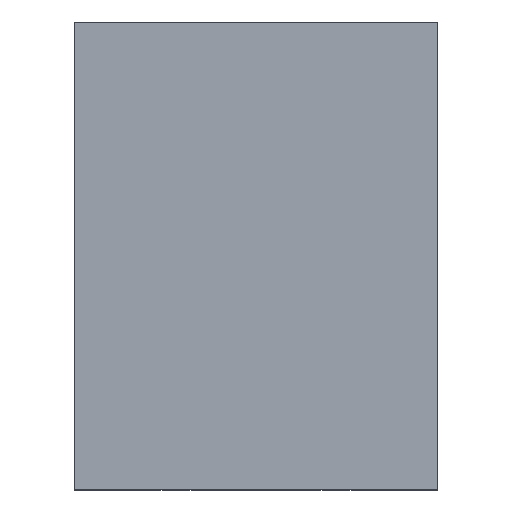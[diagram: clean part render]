
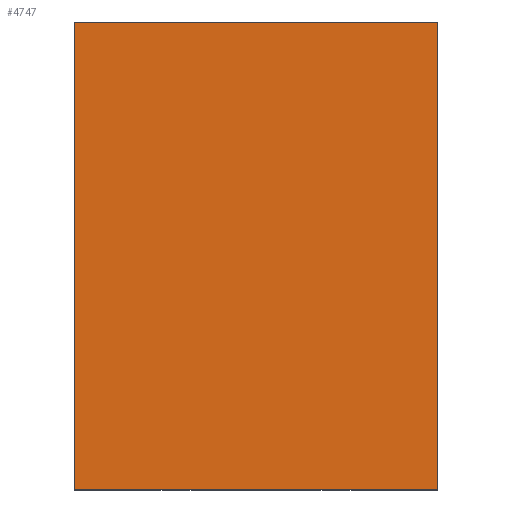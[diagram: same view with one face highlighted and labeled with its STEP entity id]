
A CAD part, top view. The second image highlights one B-rep face of the part: STEP entity #4747.
In plain terms, the highlighted face is planar.
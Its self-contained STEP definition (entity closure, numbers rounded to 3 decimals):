
#1380=DIRECTION('',(0.,0.,1.));
#1381=VECTOR('',#1380,4.5);
#1382=CARTESIAN_POINT('',(-1.75,0.975,-2.25));
#1383=LINE('',#1382,#1381);
#1387=DIRECTION('',(-1.,0.,0.));
#1388=VECTOR('',#1387,3.5);
#1389=CARTESIAN_POINT('',(1.75,0.975,-2.25));
#1390=LINE('',#1389,#1388);
#1394=DIRECTION('',(0.,0.,-1.));
#1395=VECTOR('',#1394,4.5);
#1396=CARTESIAN_POINT('',(1.75,0.975,2.25));
#1397=LINE('',#1396,#1395);
#1401=DIRECTION('',(1.,0.,0.));
#1402=VECTOR('',#1401,3.5);
#1403=CARTESIAN_POINT('',(-1.75,0.975,2.25));
#1404=LINE('',#1403,#1402);
#2947=CARTESIAN_POINT('',(-1.75,0.975,-2.25));
#2948=CARTESIAN_POINT('',(-1.75,0.975,2.25));
#2949=VERTEX_POINT('',#2947);
#2950=VERTEX_POINT('',#2948);
#2951=CARTESIAN_POINT('',(1.75,0.975,2.25));
#2952=VERTEX_POINT('',#2951);
#2953=CARTESIAN_POINT('',(1.75,0.975,-2.25));
#2954=VERTEX_POINT('',#2953);
#4736=CARTESIAN_POINT('',(0.,0.975,0.));
#4737=DIRECTION('',(0.,1.,0.));
#4738=DIRECTION('',(1.,0.,0.));
#4739=AXIS2_PLACEMENT_3D('',#4736,#4737,#4738);
#4740=PLANE('',#4739);
#4741=ORIENTED_EDGE('',*,*,#4549,.F.);
#4742=ORIENTED_EDGE('',*,*,#4619,.F.);
#4743=ORIENTED_EDGE('',*,*,#4647,.F.);
#4744=ORIENTED_EDGE('',*,*,#4716,.F.);
#4745=EDGE_LOOP('',(#4741,#4742,#4743,#4744));
#4746=FACE_OUTER_BOUND('',#4745,.F.);
#4549=EDGE_CURVE('',#2949,#2950,#1383,.T.);
#4619=EDGE_CURVE('',#2954,#2949,#1390,.T.);
#4647=EDGE_CURVE('',#2952,#2954,#1397,.T.);
#4716=EDGE_CURVE('',#2950,#2952,#1404,.T.);
#4747=ADVANCED_FACE('',(#4746),#4740,.T.);
